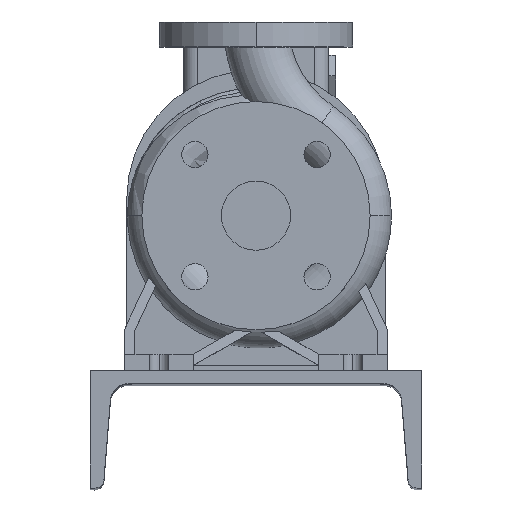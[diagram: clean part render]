
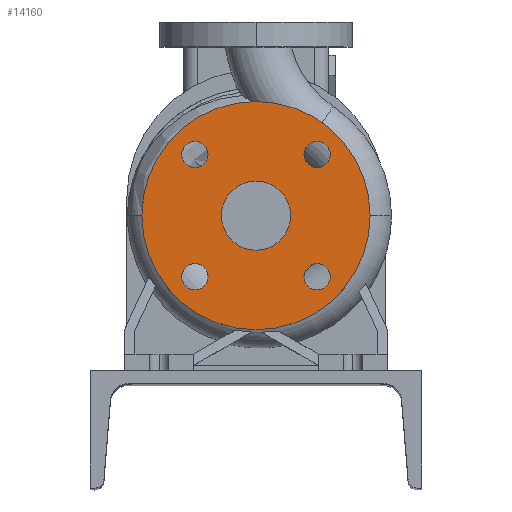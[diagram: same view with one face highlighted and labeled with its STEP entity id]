
A CAD part, top view. The second image highlights one B-rep face of the part: STEP entity #14160.
In plain terms, the highlighted planar face has unit normal (0, 0, 1).
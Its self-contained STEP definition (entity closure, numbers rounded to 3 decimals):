
#82 = EDGE_LOOP ( 'NONE', ( #16758, #13061 ) ) ;
#319 = DIRECTION ( 'NONE',  ( 0., 0., 1. ) ) ;
#414 = EDGE_CURVE ( 'NONE', #16883, #10236, #17516, .T. ) ;
#441 = DIRECTION ( 'NONE',  ( 0., 0., 1. ) ) ;
#772 = ORIENTED_EDGE ( 'NONE', *, *, #17536, .F. ) ;
#1064 = ORIENTED_EDGE ( 'NONE', *, *, #5480, .F. ) ;
#1094 = CARTESIAN_POINT ( 'NONE',  ( -44.194, 44.194, 80. ) ) ;
#1208 = CIRCLE ( 'NONE', #15671, 25. ) ;
#1525 = AXIS2_PLACEMENT_3D ( 'NONE', #13678, #15039, #4017 ) ;
#1695 = DIRECTION ( 'NONE',  ( 0., 0., 1. ) ) ;
#1723 = CARTESIAN_POINT ( 'NONE',  ( -44.194, 34.694, 80. ) ) ;
#1800 = VERTEX_POINT ( 'NONE', #16675 ) ;
#1976 = CARTESIAN_POINT ( 'NONE',  ( -44.194, 53.694, 80. ) ) ;
#2089 = CARTESIAN_POINT ( 'NONE',  ( 44.194, -44.194, 80. ) ) ;
#2091 = DIRECTION ( 'NONE',  ( 0., 0., -1. ) ) ;
#2308 = DIRECTION ( 'NONE',  ( 0., 0., 1. ) ) ;
#2398 = CARTESIAN_POINT ( 'NONE',  ( -44.194, -34.694, 80. ) ) ;
#2838 = AXIS2_PLACEMENT_3D ( 'NONE', #12561, #319, #6492 ) ;
#2857 = CARTESIAN_POINT ( 'NONE',  ( 0., 82.5, 80. ) ) ;
#3178 = CIRCLE ( 'NONE', #1525, 25. ) ;
#3269 = CIRCLE ( 'NONE', #7527, 9.5 ) ;
#3275 = CARTESIAN_POINT ( 'NONE',  ( 0., 0., 80. ) ) ;
#3431 = ORIENTED_EDGE ( 'NONE', *, *, #13903, .F. ) ;
#3651 = AXIS2_PLACEMENT_3D ( 'NONE', #17856, #441, #8570 ) ;
#3652 = FACE_BOUND ( 'NONE', #9384, .T. ) ;
#3726 = VERTEX_POINT ( 'NONE', #19185 ) ;
#3747 = FACE_BOUND ( 'NONE', #13431, .T. ) ;
#3982 = CARTESIAN_POINT ( 'NONE',  ( -44.194, -44.194, 80. ) ) ;
#4017 = DIRECTION ( 'NONE',  ( 0., -1., 0. ) ) ;
#4194 = DIRECTION ( 'NONE',  ( 0., 0., 1. ) ) ;
#4269 = DIRECTION ( 'NONE',  ( 0., -1., 0. ) ) ;
#4840 = CIRCLE ( 'NONE', #13717, 9.5 ) ;
#4989 = FACE_BOUND ( 'NONE', #8451, .T. ) ;
#5080 = FACE_BOUND ( 'NONE', #17179, .T. ) ;
#5131 = CIRCLE ( 'NONE', #6103, 82.5 ) ;
#5232 = ORIENTED_EDGE ( 'NONE', *, *, #18953, .F. ) ;
#5480 = EDGE_CURVE ( 'NONE', #3726, #18307, #7418, .T. ) ;
#5608 = CARTESIAN_POINT ( 'NONE',  ( 0., 0., 80. ) ) ;
#5879 = EDGE_LOOP ( 'NONE', ( #772, #13033 ) ) ;
#6103 = AXIS2_PLACEMENT_3D ( 'NONE', #5608, #2308, #4269 ) ;
#6492 = DIRECTION ( 'NONE',  ( 0., -1., 0. ) ) ;
#6537 = CIRCLE ( 'NONE', #13466, 9.5 ) ;
#6948 = DIRECTION ( 'NONE',  ( 0., 0., 1. ) ) ;
#7027 = DIRECTION ( 'NONE',  ( 0., 0., 1. ) ) ;
#7067 = ORIENTED_EDGE ( 'NONE', *, *, #14780, .F. ) ;
#7166 = CARTESIAN_POINT ( 'NONE',  ( 44.194, 44.194, 80. ) ) ;
#7418 = CIRCLE ( 'NONE', #16946, 9.5 ) ;
#7527 = AXIS2_PLACEMENT_3D ( 'NONE', #3982, #6948, #17875 ) ;
#8095 = DIRECTION ( 'NONE',  ( 0., 0., 1. ) ) ;
#8261 = CARTESIAN_POINT ( 'NONE',  ( 34.694, 44.194, 80. ) ) ;
#8361 = CARTESIAN_POINT ( 'NONE',  ( 0., 82.5, 80. ) ) ;
#8451 = EDGE_LOOP ( 'NONE', ( #3431, #10903 ) ) ;
#8513 = VERTEX_POINT ( 'NONE', #2857 ) ;
#8570 = DIRECTION ( 'NONE',  ( 0., -1., 0. ) ) ;
#9384 = EDGE_LOOP ( 'NONE', ( #7067, #16900 ) ) ;
#9503 = DIRECTION ( 'NONE',  ( 0., -1., 0. ) ) ;
#9568 = EDGE_CURVE ( 'NONE', #14260, #1800, #6537, .T. ) ;
#10236 = VERTEX_POINT ( 'NONE', #15808 ) ;
#10363 = EDGE_CURVE ( 'NONE', #8513, #14291, #16572, .T. ) ;
#10392 = CIRCLE ( 'NONE', #2838, 9.5 ) ;
#10458 = DIRECTION ( 'NONE',  ( 0., -1., 0. ) ) ;
#10544 = CARTESIAN_POINT ( 'NONE',  ( -44.194, -44.194, 80. ) ) ;
#10634 = DIRECTION ( 'NONE',  ( 0., 0., 1. ) ) ;
#10639 = AXIS2_PLACEMENT_3D ( 'NONE', #11454, #1695, #9503 ) ;
#10903 = ORIENTED_EDGE ( 'NONE', *, *, #9568, .F. ) ;
#11064 = VERTEX_POINT ( 'NONE', #1723 ) ;
#11246 = DIRECTION ( 'NONE',  ( 0., -1., 0. ) ) ;
#11454 = CARTESIAN_POINT ( 'NONE',  ( 0., 0., 80. ) ) ;
#11794 = CARTESIAN_POINT ( 'NONE',  ( 0., 25., 80. ) ) ;
#12344 = VERTEX_POINT ( 'NONE', #14721 ) ;
#12561 = CARTESIAN_POINT ( 'NONE',  ( -44.194, 44.194, 80. ) ) ;
#12874 = EDGE_CURVE ( 'NONE', #11064, #15867, #10392, .T. ) ;
#13033 = ORIENTED_EDGE ( 'NONE', *, *, #414, .F. ) ;
#13061 = ORIENTED_EDGE ( 'NONE', *, *, #10363, .T. ) ;
#13347 = DIRECTION ( 'NONE',  ( 1., 0., 0. ) ) ;
#13431 = EDGE_LOOP ( 'NONE', ( #1064, #5232 ) ) ;
#13466 = AXIS2_PLACEMENT_3D ( 'NONE', #15038, #18219, #19564 ) ;
#13678 = CARTESIAN_POINT ( 'NONE',  ( 0., 0., 80. ) ) ;
#13717 = AXIS2_PLACEMENT_3D ( 'NONE', #1094, #4194, #10458 ) ;
#13903 = EDGE_CURVE ( 'NONE', #1800, #14260, #19318, .T. ) ;
#14160 = ADVANCED_FACE ( 'NONE', ( #4989, #3652, #19412, #5080, #14561, #3747 ), #19308, .F. ) ;
#14260 = VERTEX_POINT ( 'NONE', #8261 ) ;
#14291 = VERTEX_POINT ( 'NONE', #19002 ) ;
#14314 = ORIENTED_EDGE ( 'NONE', *, *, #12874, .F. ) ;
#14346 = EDGE_CURVE ( 'NONE', #14291, #8513, #5131, .T. ) ;
#14561 = FACE_BOUND ( 'NONE', #5879, .T. ) ;
#14661 = AXIS2_PLACEMENT_3D ( 'NONE', #7166, #19939, #13347 ) ;
#14721 = CARTESIAN_POINT ( 'NONE',  ( 0., -25., 80. ) ) ;
#14730 = EDGE_CURVE ( 'NONE', #15076, #12344, #3178, .T. ) ;
#14780 = EDGE_CURVE ( 'NONE', #12344, #15076, #1208, .T. ) ;
#15038 = CARTESIAN_POINT ( 'NONE',  ( 44.194, 44.194, 80. ) ) ;
#15039 = DIRECTION ( 'NONE',  ( 0., 0., 1. ) ) ;
#15076 = VERTEX_POINT ( 'NONE', #11794 ) ;
#15126 = EDGE_CURVE ( 'NONE', #15867, #11064, #4840, .T. ) ;
#15481 = CIRCLE ( 'NONE', #3651, 9.5 ) ;
#15671 = AXIS2_PLACEMENT_3D ( 'NONE', #3275, #8095, #18822 ) ;
#15808 = CARTESIAN_POINT ( 'NONE',  ( -44.194, -53.694, 80. ) ) ;
#15867 = VERTEX_POINT ( 'NONE', #1976 ) ;
#16076 = CARTESIAN_POINT ( 'NONE',  ( 44.194, -34.694, 80. ) ) ;
#16572 = CIRCLE ( 'NONE', #10639, 82.5 ) ;
#16632 = DIRECTION ( 'NONE',  ( 0., -1., 0. ) ) ;
#16675 = CARTESIAN_POINT ( 'NONE',  ( 53.694, 44.194, 80. ) ) ;
#16758 = ORIENTED_EDGE ( 'NONE', *, *, #14346, .T. ) ;
#16849 = AXIS2_PLACEMENT_3D ( 'NONE', #10544, #10634, #16632 ) ;
#16883 = VERTEX_POINT ( 'NONE', #2398 ) ;
#16900 = ORIENTED_EDGE ( 'NONE', *, *, #14730, .F. ) ;
#16946 = AXIS2_PLACEMENT_3D ( 'NONE', #2089, #7027, #11246 ) ;
#17179 = EDGE_LOOP ( 'NONE', ( #14314, #19979 ) ) ;
#17516 = CIRCLE ( 'NONE', #16849, 9.5 ) ;
#17536 = EDGE_CURVE ( 'NONE', #10236, #16883, #3269, .T. ) ;
#17657 = DIRECTION ( 'NONE',  ( 0., 1., 0. ) ) ;
#17856 = CARTESIAN_POINT ( 'NONE',  ( 44.194, -44.194, 80. ) ) ;
#17875 = DIRECTION ( 'NONE',  ( 0., -1., 0. ) ) ;
#18219 = DIRECTION ( 'NONE',  ( 0., 0., 1. ) ) ;
#18307 = VERTEX_POINT ( 'NONE', #16076 ) ;
#18608 = AXIS2_PLACEMENT_3D ( 'NONE', #8361, #2091, #17657 ) ;
#18822 = DIRECTION ( 'NONE',  ( 0., -1., 0. ) ) ;
#18953 = EDGE_CURVE ( 'NONE', #18307, #3726, #15481, .T. ) ;
#19002 = CARTESIAN_POINT ( 'NONE',  ( 0., -82.5, 80. ) ) ;
#19185 = CARTESIAN_POINT ( 'NONE',  ( 44.194, -53.694, 80. ) ) ;
#19308 = PLANE ( 'NONE',  #18608 ) ;
#19318 = CIRCLE ( 'NONE', #14661, 9.5 ) ;
#19412 = FACE_OUTER_BOUND ( 'NONE', #82, .T. ) ;
#19564 = DIRECTION ( 'NONE',  ( 1., 0., 0. ) ) ;
#19939 = DIRECTION ( 'NONE',  ( 0., 0., 1. ) ) ;
#19979 = ORIENTED_EDGE ( 'NONE', *, *, #15126, .F. ) ;
